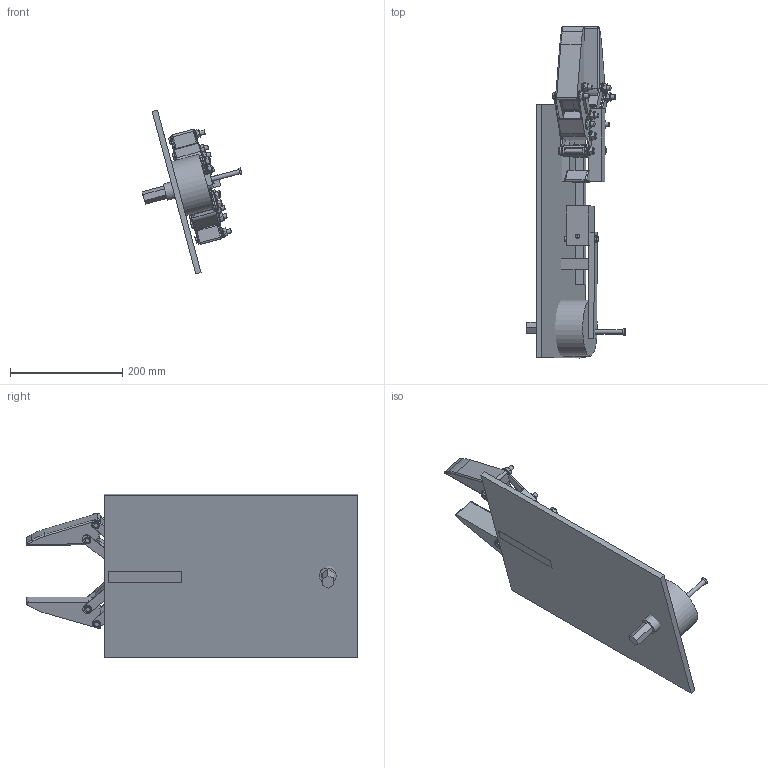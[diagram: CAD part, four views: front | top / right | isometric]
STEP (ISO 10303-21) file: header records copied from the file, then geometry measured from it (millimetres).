
FILE_DESCRIPTION(/* description */ (''),/* implementation_level */ '2;1');
FILE_NAME(/* name */ 'Main Huge v130.step',/* time_stamp */ '2020-05-08T09:26:53+03:00',/* author */ (''),/* organization */ (''),/* preprocessor_version */ 'ST-DEVELOPER v18.1',/* originating_system */ 'Autodesk Translation Framework v9.2.0.1227',/* authorisation */ '');
FILE_SCHEMA (('AUTOMOTIVE_DESIGN { 1 0 10303 214 3 1 1 }'));
Length unit declared in the file: millimetre
Products named in the file (31): Main Huge; Assemle2_s_vtulkoi; detal_5_s_windows; detal_4_vtulka_s_rezb; Assemble6; сгиу; detal_11_rod; Assemble5; Assemble4; detal_8_; detal_7_plate; detal_6_next; Assemble3_detal; Assemble3_detal_1; detal_9; detal_10_os; detal11_shaiba; detal_3_gripper; Assemle1; Assemle1_1; detal_one; Osnova; circle; palka; detal_2_palka_for_boby; Assemble5 bottom; detal_14_; detal_2_palka; home; detal_4_vtulka; 96194A102
Assembly tree (67 placements, depth 3):
  Main Huge
    Assemle2_s_vtulkoi
      detal_5_s_windows
      detal_4_vtulka_s_rezb
    Assemble6
      сгиу
      detal_11_rod
    Assemble5
      detal_14_
      detal_2_palka  x2
    Assemble4
      detal_8_  x2
      detal_7_plate  x2
      detal_6_next
      detal_4_vtulka
    Assemble3_detal
      detal_9  x2
      detal_10_os  x2
      detal11_shaiba  x2
    Assemble3_detal_1
      detal_9  x2
      detal_10_os  x2
      detal11_shaiba  x2
    detal_3_gripper  x2
    Assemle1
      detal_one  x2
      detal_2_palka  x2
    Assemle1_1
      detal_one  x2
      detal_2_palka  x2
    Osnova
    circle
    palka
    detal_2_palka_for_boby
    detal_2_palka
    Assemble5 bottom
      detal_14_
      detal_2_palka  x2
    96194A102  x12
    home  x2
    detal_4_vtulka
Bounding box: 178.18 x 591.74 x 292.37 mm (x, y, z)
Volume: 2776110.6 mm3; surface area: 611376.2 mm2
Topology: 72 solids, 72 shells, 1740 faces, 4580 edges, 2984 vertices
Faces by surface type: plane 782, cylinder 756, cone 120, bspline 42, sphere 22, torus 18
Full cylindrical faces by diameter (mm): 6.376 x48, 7.866 x14, 8 x60, 8.01 x4, 8.1 x3, 8.2 x42, 12 x14, 13 x12, 16 x4, 17.9 x12, 26 x1, 26.1 x3, 30 x2, 100 x1
Entity records: 14046 total; most frequent: CARTESIAN_POINT 3635, DIRECTION 2166, ORIENTED_EDGE 1888, EDGE_CURVE 944, AXIS2_PLACEMENT_3D 814, VERTEX_POINT 606, LINE 538, VECTOR 538
